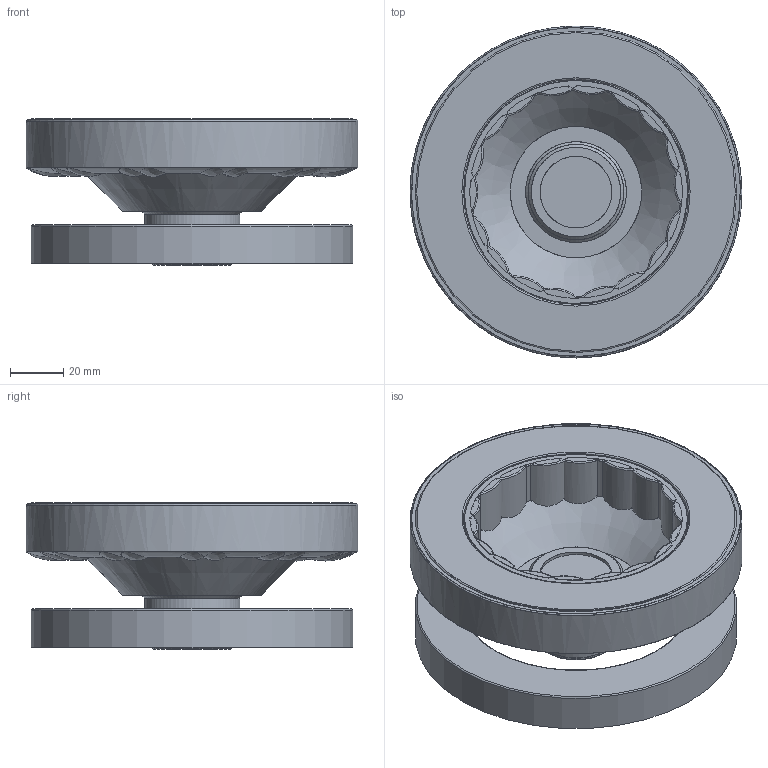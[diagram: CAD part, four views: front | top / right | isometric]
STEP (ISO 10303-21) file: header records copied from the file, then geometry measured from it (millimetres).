
FILE_DESCRIPTION( ( 'Unknown' ), '1' );
FILE_NAME( '6368010_PDA125.stp', 'Unknown', ( 'Unknown' ), ( 'Unknown' ), 'XStep 1.0', 'Unknown', ' ' );
FILE_SCHEMA( ( 'CONFIG_CONTROL_DESIGN' ) );
Length unit declared in the file: millimetre
Products named in the file (4): Assem1; 1839501; 6368010; 1831159
Bounding box: 125 x 125 x 55.27 mm (x, y, z)
Volume: 249777.3 mm3; surface area: 179765.1 mm2
Topology: 6 solids, 6 shells, 790 faces, 2052 edges, 1320 vertices
Faces by surface type: plane 558, cylinder 120, torus 68, bspline 22, cone 22
Full cylindrical faces by diameter (mm): 4 x2, 27 x4, 30 x2, 32 x4, 36 x4, 83.997 x2, 85 x2, 90 x2, 116 x2, 120 x2, 121 x2, 125 x2
Entity records: 13160 total; most frequent: CARTESIAN_POINT 3436, ORIENTED_EDGE 1968, DIRECTION 1938, EDGE_CURVE 984, LINE 704, VECTOR 704, VERTEX_POINT 651, AXIS2_PLACEMENT_3D 617
